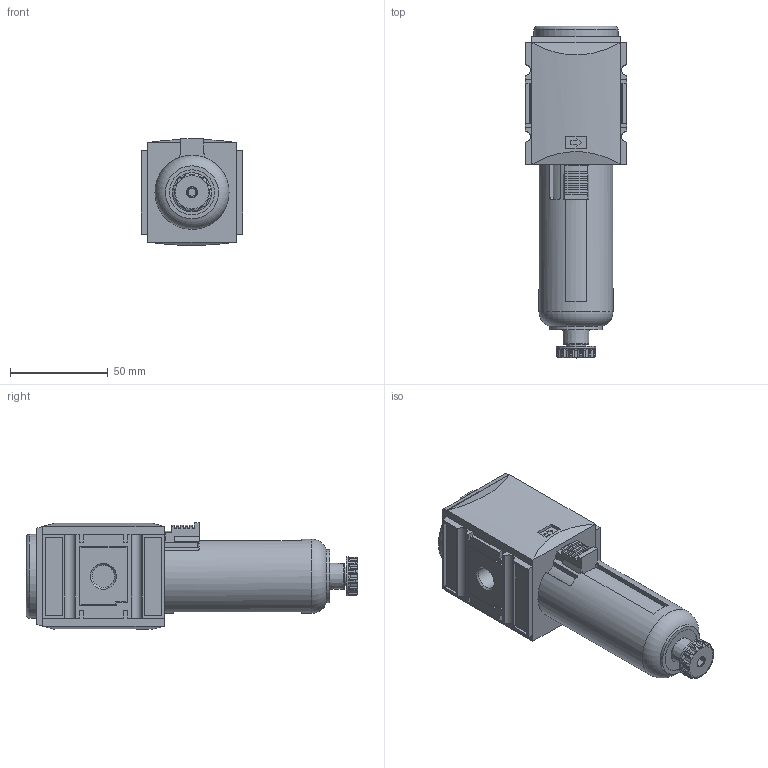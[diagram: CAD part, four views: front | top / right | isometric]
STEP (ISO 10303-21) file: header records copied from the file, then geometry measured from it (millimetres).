
FILE_DESCRIPTION( ( 'STEP AP203' ), ' ' );
FILE_NAME( '91321.CC00.stp', '2017-03-08T08:48:57', ( '' ), ( '' ), ' ', 'PARTsolutions', ' ' );
FILE_SCHEMA( ( 'CONFIG_CONTROL_DESIGN' ) );
Length unit declared in the file: millimetre
Products named in the file (3): 91321.CC00; _FU 871G 1/4000-1; _FU 871_0
Assembly tree (2 placements, depth 2):
  91321.CC00
    _FU 871G 1/4000-1
    _FU 871_0
Bounding box: 52 x 169.5 x 54.49 mm (x, y, z)
Volume: 266106.1 mm3; surface area: 37837.2 mm2
Topology: 2 solids, 2 shells, 387 faces, 1028 edges, 676 vertices
Faces by surface type: plane 230, cylinder 129, torus 17, cone 11
Full cylindrical faces by diameter (mm): 4 x1, 8.7 x2, 9.5 x2, 9.728 x1, 11.445 x2, 20 x1, 23 x1, 27 x1, 37.8 x1, 43 x1
Entity records: 12432 total; most frequent: CARTESIAN_POINT 2872, ORIENTED_EDGE 1988, DIRECTION 1878, EDGE_CURVE 994, LINE 670, VECTOR 670, VERTEX_POINT 666, AXIS2_PLACEMENT_3D 604
